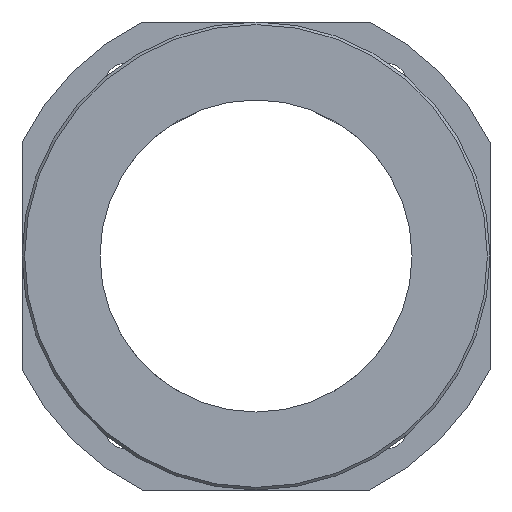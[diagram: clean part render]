
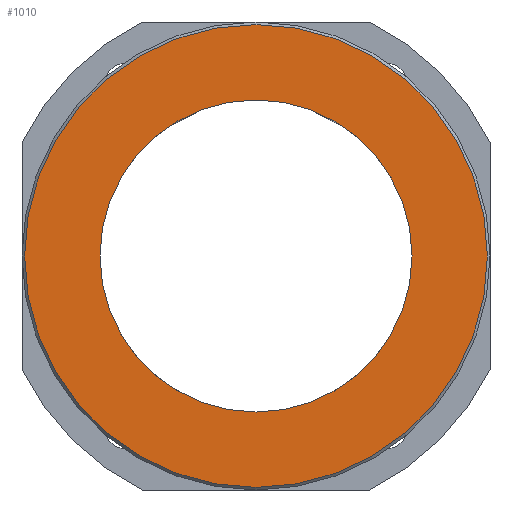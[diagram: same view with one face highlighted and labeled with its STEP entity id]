
A CAD part, left-side view. The second image highlights one B-rep face of the part: STEP entity #1010.
In plain terms, the highlighted planar face has unit normal (-1, 0, 0).
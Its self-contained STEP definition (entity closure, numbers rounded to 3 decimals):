
#182=PLANE($,#1076);
#237=FACE_BOUND($,#328,.T.);
#238=FACE_BOUND($,#329,.T.);
#328=EDGE_LOOP($,(#725));
#329=EDGE_LOOP($,(#726));
#415=CIRCLE($,#1075,44.5);
#416=CIRCLE($,#1077,30.);
#471=VERTEX_POINT($,#1488);
#472=VERTEX_POINT($,#1491);
#575=EDGE_CURVE($,#471,#471,#415,.T.);
#576=EDGE_CURVE($,#472,#472,#416,.T.);
#725=ORIENTED_EDGE($,*,*,#576,.T.);
#726=ORIENTED_EDGE($,*,*,#575,.F.);
#1010=ADVANCED_FACE($,(#237,#238),#182,.T.);
#1075=AXIS2_PLACEMENT_3D($,#1489,#1199,#1200);
#1076=AXIS2_PLACEMENT_3D($,#1490,#1201,#1202);
#1077=AXIS2_PLACEMENT_3D($,#1492,#1203,#1204);
#1199=DIRECTION('center_axis',(1.,0.,0.));
#1200=DIRECTION('ref_axis',(0.,-1.,0.));
#1201=DIRECTION('center_axis',(-1.,0.,0.));
#1202=DIRECTION('ref_axis',(0.,0.,1.));
#1203=DIRECTION('center_axis',(1.,0.,0.));
#1204=DIRECTION('ref_axis',(0.,0.,-1.));
#1488=CARTESIAN_POINT('',(0.,44.5,0.));
#1489=CARTESIAN_POINT('Origin',(0.,0.,0.));
#1490=CARTESIAN_POINT('Origin',(0.,37.5,0.));
#1491=CARTESIAN_POINT('',(0.,0.,30.));
#1492=CARTESIAN_POINT('Origin',(0.,0.,0.));
